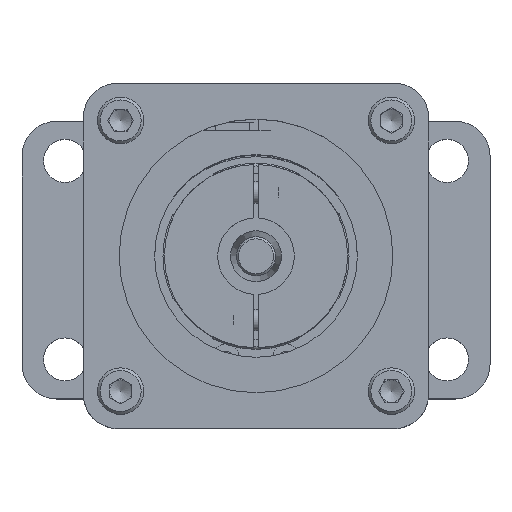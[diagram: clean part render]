
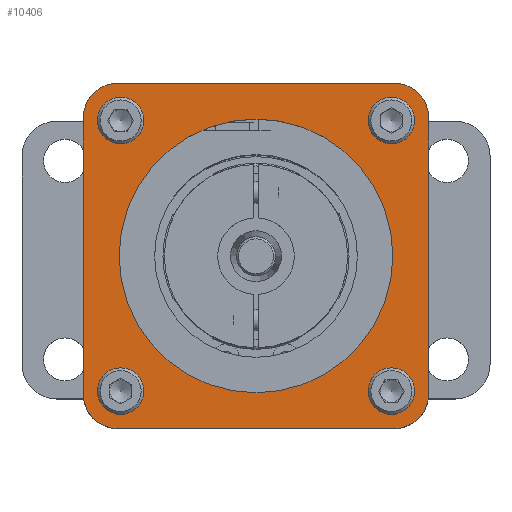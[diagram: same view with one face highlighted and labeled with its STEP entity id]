
A CAD part, top view. The second image highlights one B-rep face of the part: STEP entity #10406.
In plain terms, the highlighted planar face has unit normal (0, 0, 1).
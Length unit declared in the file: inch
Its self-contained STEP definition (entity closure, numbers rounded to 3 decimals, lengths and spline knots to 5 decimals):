
#682 = EDGE_CURVE ( 'NONE', #10994, #27783, #11479, .T. ) ;
#1084 = DIRECTION ( 'NONE',  ( 0., 0., 1. ) ) ;
#1123 = VERTEX_POINT ( 'NONE', #16539 ) ;
#1240 = DIRECTION ( 'NONE',  ( 1., 0., 0. ) ) ;
#1293 = VERTEX_POINT ( 'NONE', #14365 ) ;
#1494 = CARTESIAN_POINT ( 'NONE',  ( -1.2436, 0.9936, 3.7111 ) ) ;
#1630 = AXIS2_PLACEMENT_3D ( 'NONE', #7516, #5647, #23513 ) ;
#1660 = CARTESIAN_POINT ( 'NONE',  ( 0., 0., 3.7111 ) ) ;
#1701 = CARTESIAN_POINT ( 'NONE',  ( 1.2436, 0.9936, 3.7111 ) ) ;
#2451 = CIRCLE ( 'NONE', #19005, 0.25 ) ;
#2606 = DIRECTION ( 'NONE',  ( 1., 0., 0. ) ) ;
#3294 = ORIENTED_EDGE ( 'NONE', *, *, #6898, .F. ) ;
#4092 = CIRCLE ( 'NONE', #22753, 0.25 ) ;
#5028 = EDGE_LOOP ( 'NONE', ( #13238 ) ) ;
#5339 = VERTEX_POINT ( 'NONE', #11075 ) ;
#5437 = VERTEX_POINT ( 'NONE', #14262 ) ;
#5647 = DIRECTION ( 'NONE',  ( 0., 0., 1. ) ) ;
#6681 = EDGE_CURVE ( 'NONE', #1293, #1293, #9715, .T. ) ;
#6898 = EDGE_CURVE ( 'NONE', #1123, #1123, #8650, .T. ) ;
#7008 = DIRECTION ( 'NONE',  ( 1., 0., 0. ) ) ;
#7064 = LINE ( 'NONE', #1701, #31795 ) ;
#7312 = FACE_BOUND ( 'NONE', #20152, .T. ) ;
#7516 = CARTESIAN_POINT ( 'NONE',  ( -0.9936, -0.9936, 3.7111 ) ) ;
#7888 = CARTESIAN_POINT ( 'NONE',  ( -0.97436, 0.97436, 3.7111 ) ) ;
#8044 = EDGE_LOOP ( 'NONE', ( #3294 ) ) ;
#8088 = ORIENTED_EDGE ( 'NONE', *, *, #23635, .F. ) ;
#8159 = ORIENTED_EDGE ( 'NONE', *, *, #21762, .T. ) ;
#8442 = LINE ( 'NONE', #26145, #30966 ) ;
#8486 = CIRCLE ( 'NONE', #29277, 0.98525 ) ;
#8647 = CARTESIAN_POINT ( 'NONE',  ( -0.9936, 1.2436, 3.7111 ) ) ;
#8650 = CIRCLE ( 'NONE', #27319, 0.09845 ) ;
#9076 = VERTEX_POINT ( 'NONE', #14282 ) ;
#9253 = DIRECTION ( 'NONE',  ( 0., 0., 1. ) ) ;
#9258 = ORIENTED_EDGE ( 'NONE', *, *, #28584, .T. ) ;
#9715 = CIRCLE ( 'NONE', #15600, 0.09845 ) ;
#9825 = FACE_BOUND ( 'NONE', #26312, .T. ) ;
#9975 = DIRECTION ( 'NONE',  ( -1., 0., 0. ) ) ;
#9986 = FACE_OUTER_BOUND ( 'NONE', #12303, .T. ) ;
#10142 = DIRECTION ( 'NONE',  ( 0., 0., 1. ) ) ;
#10406 = ADVANCED_FACE ( 'NONE', ( #12338, #7312, #9825, #32969, #32644, #9986 ), #15010, .T. ) ;
#10994 = VERTEX_POINT ( 'NONE', #8647 ) ;
#11075 = CARTESIAN_POINT ( 'NONE',  ( 0.9936, -1.2436, 3.7111 ) ) ;
#11269 = DIRECTION ( 'NONE',  ( -1., 0., 0. ) ) ;
#11425 = EDGE_CURVE ( 'NONE', #5437, #5339, #8442, .T. ) ;
#11479 = CIRCLE ( 'NONE', #31696, 0.25 ) ;
#11580 = CARTESIAN_POINT ( 'NONE',  ( 0.97436, 0.97436, 3.7111 ) ) ;
#11689 = EDGE_CURVE ( 'NONE', #12380, #5437, #29895, .T. ) ;
#11745 = CARTESIAN_POINT ( 'NONE',  ( 1.2436, -0.9936, 3.7111 ) ) ;
#11892 = DIRECTION ( 'NONE',  ( 0., 0., 1. ) ) ;
#12203 = CARTESIAN_POINT ( 'NONE',  ( 0.9936, 1.2436, 3.7111 ) ) ;
#12230 = VERTEX_POINT ( 'NONE', #32535 ) ;
#12298 = CARTESIAN_POINT ( 'NONE',  ( 0.97436, -0.97436, 3.7111 ) ) ;
#12303 = EDGE_LOOP ( 'NONE', ( #9258, #30258, #31971, #31640, #29274, #8159, #27703, #14336 ) ) ;
#12338 = FACE_BOUND ( 'NONE', #8044, .T. ) ;
#12380 = VERTEX_POINT ( 'NONE', #22363 ) ;
#12468 = DIRECTION ( 'NONE',  ( 0., 0., 1. ) ) ;
#12562 = DIRECTION ( 'NONE',  ( 1., 0., 0. ) ) ;
#12858 = VERTEX_POINT ( 'NONE', #11745 ) ;
#13238 = ORIENTED_EDGE ( 'NONE', *, *, #30106, .F. ) ;
#13346 = AXIS2_PLACEMENT_3D ( 'NONE', #20010, #10142, #2606 ) ;
#13381 = VERTEX_POINT ( 'NONE', #26718 ) ;
#14239 = LINE ( 'NONE', #1494, #28268 ) ;
#14247 = CARTESIAN_POINT ( 'NONE',  ( -1.07281, -0.97436, 3.7111 ) ) ;
#14262 = CARTESIAN_POINT ( 'NONE',  ( -0.9936, -1.2436, 3.7111 ) ) ;
#14282 = CARTESIAN_POINT ( 'NONE',  ( 0.98525, 0., 3.7111 ) ) ;
#14336 = ORIENTED_EDGE ( 'NONE', *, *, #20967, .T. ) ;
#14365 = CARTESIAN_POINT ( 'NONE',  ( -0.97436, 1.07281, 3.7111 ) ) ;
#15010 = PLANE ( 'NONE',  #13346 ) ;
#15600 = AXIS2_PLACEMENT_3D ( 'NONE', #7888, #28080, #23250 ) ;
#16232 = EDGE_LOOP ( 'NONE', ( #8088 ) ) ;
#16539 = CARTESIAN_POINT ( 'NONE',  ( 0.97436, -1.07281, 3.7111 ) ) ;
#16667 = CARTESIAN_POINT ( 'NONE',  ( 0.9936, -0.9936, 3.7111 ) ) ;
#17151 = DIRECTION ( 'NONE',  ( 0., -1., 0. ) ) ;
#17232 = DIRECTION ( 'NONE',  ( 0., 0., 1. ) ) ;
#18724 = ORIENTED_EDGE ( 'NONE', *, *, #6681, .F. ) ;
#19005 = AXIS2_PLACEMENT_3D ( 'NONE', #22209, #32506, #7008 ) ;
#19269 = DIRECTION ( 'NONE',  ( 0., 1., 0. ) ) ;
#20010 = CARTESIAN_POINT ( 'NONE',  ( -1.77594, 1.6875, 3.7111 ) ) ;
#20152 = EDGE_LOOP ( 'NONE', ( #32344 ) ) ;
#20967 = EDGE_CURVE ( 'NONE', #13381, #29402, #2451, .T. ) ;
#21243 = AXIS2_PLACEMENT_3D ( 'NONE', #32081, #9253, #11269 ) ;
#21748 = DIRECTION ( 'NONE',  ( 0., 0., 1. ) ) ;
#21762 = EDGE_CURVE ( 'NONE', #5339, #12858, #4092, .T. ) ;
#21989 = EDGE_CURVE ( 'NONE', #12858, #13381, #7064, .T. ) ;
#22209 = CARTESIAN_POINT ( 'NONE',  ( 0.9936, 0.9936, 3.7111 ) ) ;
#22231 = DIRECTION ( 'NONE',  ( 0., -1., 0. ) ) ;
#22363 = CARTESIAN_POINT ( 'NONE',  ( -1.2436, -0.9936, 3.7111 ) ) ;
#22753 = AXIS2_PLACEMENT_3D ( 'NONE', #16667, #1084, #29477 ) ;
#23250 = DIRECTION ( 'NONE',  ( 0., 1., 0. ) ) ;
#23513 = DIRECTION ( 'NONE',  ( 1., 0., 0. ) ) ;
#23635 = EDGE_CURVE ( 'NONE', #9076, #9076, #8486, .T. ) ;
#24996 = CARTESIAN_POINT ( 'NONE',  ( -0.9936, 1.2436, 3.7111 ) ) ;
#25901 = EDGE_CURVE ( 'NONE', #29391, #29391, #27114, .T. ) ;
#26145 = CARTESIAN_POINT ( 'NONE',  ( -0.9936, -1.2436, 3.7111 ) ) ;
#26247 = CIRCLE ( 'NONE', #31025, 0.09845 ) ;
#26312 = EDGE_LOOP ( 'NONE', ( #18724 ) ) ;
#26458 = EDGE_CURVE ( 'NONE', #27783, #12380, #14239, .T. ) ;
#26718 = CARTESIAN_POINT ( 'NONE',  ( 1.2436, 0.9936, 3.7111 ) ) ;
#27114 = CIRCLE ( 'NONE', #21243, 0.09845 ) ;
#27221 = DIRECTION ( 'NONE',  ( 1., 0., 0. ) ) ;
#27319 = AXIS2_PLACEMENT_3D ( 'NONE', #12298, #12468, #17151 ) ;
#27551 = DIRECTION ( 'NONE',  ( 1., 0., 0. ) ) ;
#27703 = ORIENTED_EDGE ( 'NONE', *, *, #21989, .T. ) ;
#27783 = VERTEX_POINT ( 'NONE', #28943 ) ;
#27986 = LINE ( 'NONE', #24996, #31503 ) ;
#28080 = DIRECTION ( 'NONE',  ( 0., 0., 1. ) ) ;
#28268 = VECTOR ( 'NONE', #22231, 39.37008 ) ;
#28584 = EDGE_CURVE ( 'NONE', #29402, #10994, #27986, .T. ) ;
#28943 = CARTESIAN_POINT ( 'NONE',  ( -1.2436, 0.9936, 3.7111 ) ) ;
#29274 = ORIENTED_EDGE ( 'NONE', *, *, #11425, .T. ) ;
#29277 = AXIS2_PLACEMENT_3D ( 'NONE', #1660, #11892, #27221 ) ;
#29391 = VERTEX_POINT ( 'NONE', #14247 ) ;
#29402 = VERTEX_POINT ( 'NONE', #12203 ) ;
#29477 = DIRECTION ( 'NONE',  ( 1., 0., 0. ) ) ;
#29698 = CARTESIAN_POINT ( 'NONE',  ( -0.9936, 0.9936, 3.7111 ) ) ;
#29895 = CIRCLE ( 'NONE', #1630, 0.25 ) ;
#30106 = EDGE_CURVE ( 'NONE', #12230, #12230, #26247, .T. ) ;
#30258 = ORIENTED_EDGE ( 'NONE', *, *, #682, .T. ) ;
#30966 = VECTOR ( 'NONE', #1240, 39.37008 ) ;
#31025 = AXIS2_PLACEMENT_3D ( 'NONE', #11580, #21748, #12562 ) ;
#31503 = VECTOR ( 'NONE', #9975, 39.37008 ) ;
#31640 = ORIENTED_EDGE ( 'NONE', *, *, #11689, .T. ) ;
#31696 = AXIS2_PLACEMENT_3D ( 'NONE', #29698, #17232, #27551 ) ;
#31795 = VECTOR ( 'NONE', #19269, 39.37008 ) ;
#31971 = ORIENTED_EDGE ( 'NONE', *, *, #26458, .T. ) ;
#32081 = CARTESIAN_POINT ( 'NONE',  ( -0.97436, -0.97436, 3.7111 ) ) ;
#32344 = ORIENTED_EDGE ( 'NONE', *, *, #25901, .F. ) ;
#32506 = DIRECTION ( 'NONE',  ( 0., 0., 1. ) ) ;
#32535 = CARTESIAN_POINT ( 'NONE',  ( 1.07281, 0.97436, 3.7111 ) ) ;
#32644 = FACE_BOUND ( 'NONE', #16232, .T. ) ;
#32969 = FACE_BOUND ( 'NONE', #5028, .T. ) ;
